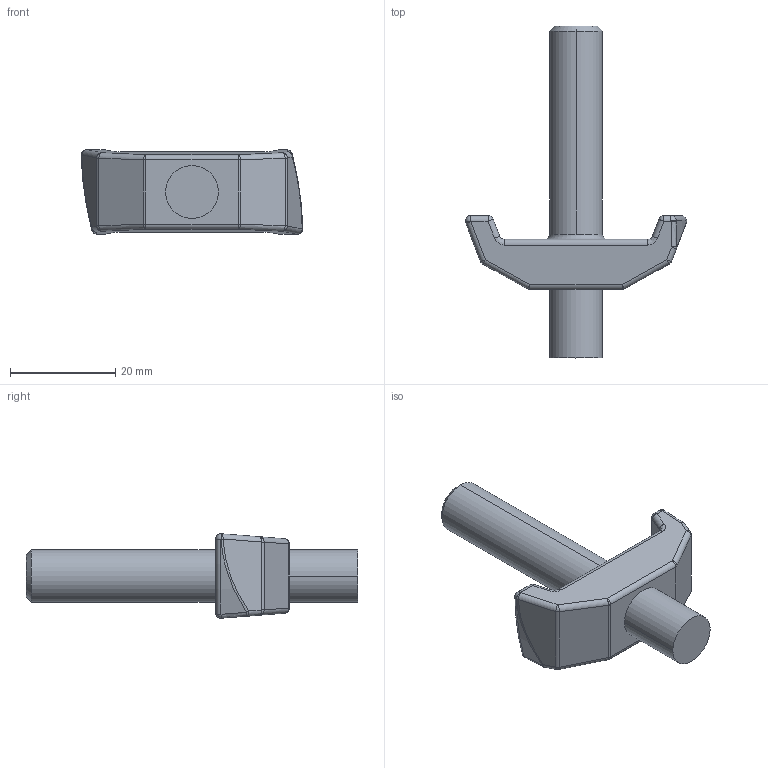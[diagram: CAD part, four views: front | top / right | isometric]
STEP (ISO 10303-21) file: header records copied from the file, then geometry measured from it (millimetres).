
FILE_DESCRIPTION (( 'STEP AP203' ), '1' );
FILE_NAME ('10-02-1606.STEP', '2013-05-06T10:09:17', ( 'asennus' ), ( '' ), 'SwSTEP 2.0', 'SolidWorks 2013', '' );
FILE_SCHEMA (( 'CONFIG_CONTROL_DESIGN' ));
Length unit declared in the file: millimetre
Products named in the file (1): 10-02-1606
Bounding box: 41.98 x 63 x 16.04 mm (x, y, z)
Volume: 9366.9 mm3; surface area: 3801 mm2
Topology: 1 solids, 1 shells, 88 faces, 192 edges, 96 vertices
Faces by surface type: cylinder 34, sphere 24, plane 14, bspline 10, torus 4, cone 2
Entity records: 2441 total; most frequent: CARTESIAN_POINT 559, DIRECTION 416, ORIENTED_EDGE 360, EDGE_CURVE 180, AXIS2_PLACEMENT_3D 177, CIRCLE 98, VERTEX_POINT 96, EDGE_LOOP 90
